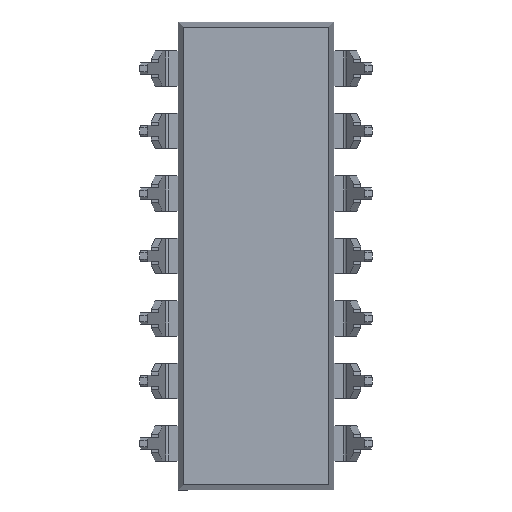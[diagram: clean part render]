
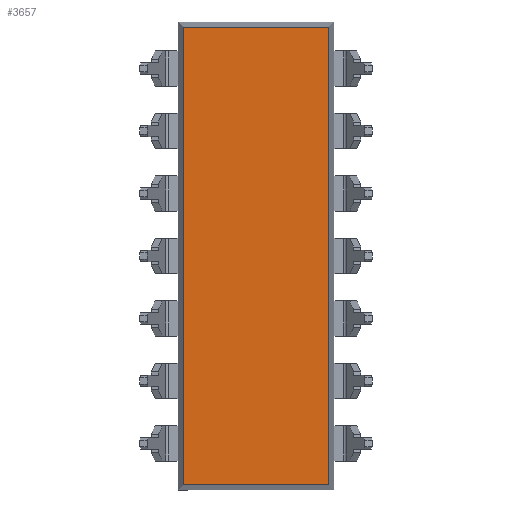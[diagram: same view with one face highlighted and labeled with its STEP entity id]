
A CAD part, front view. The second image highlights one B-rep face of the part: STEP entity #3657.
In plain terms, the highlighted planar face has unit normal (0, -1, 0).
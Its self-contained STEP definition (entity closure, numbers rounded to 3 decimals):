
#622 = DIRECTION ( 'NONE',  ( 1., 0., 0. ) ) ;
#775 = CARTESIAN_POINT ( 'NONE',  ( -2.966, 1., -9.513 ) ) ;
#1159 = DIRECTION ( 'NONE',  ( -1., 0., 0. ) ) ;
#1258 = EDGE_CURVE ( 'NONE', #5506, #8092, #5721, .T. ) ;
#1405 = PLANE ( 'NONE',  #7589 ) ;
#1458 = ORIENTED_EDGE ( 'NONE', *, *, #7406, .F. ) ;
#1537 = EDGE_CURVE ( 'NONE', #2472, #2571, #2987, .T. ) ;
#2069 = EDGE_CURVE ( 'NONE', #2571, #5506, #3378, .T. ) ;
#2130 = CARTESIAN_POINT ( 'NONE',  ( -2.966, 1., -9.308 ) ) ;
#2161 = VECTOR ( 'NONE', #2731, 1000. ) ;
#2367 = ORIENTED_EDGE ( 'NONE', *, *, #2069, .F. ) ;
#2472 = VERTEX_POINT ( 'NONE', #7682 ) ;
#2553 = CARTESIAN_POINT ( 'NONE',  ( -3.17, 1., 9.308 ) ) ;
#2571 = VERTEX_POINT ( 'NONE', #2130 ) ;
#2731 = DIRECTION ( 'NONE',  ( 0., 0., 1. ) ) ;
#2804 = VECTOR ( 'NONE', #4062, 1000. ) ;
#2987 = LINE ( 'NONE', #8255, #5111 ) ;
#3306 = VECTOR ( 'NONE', #622, 1000. ) ;
#3378 = LINE ( 'NONE', #775, #2161 ) ;
#3657 = ADVANCED_FACE ( 'NONE', ( #7436 ), #1405, .T. ) ;
#3702 = ORIENTED_EDGE ( 'NONE', *, *, #1258, .F. ) ;
#4035 = CARTESIAN_POINT ( 'NONE',  ( 2.966, 1., 9.513 ) ) ;
#4062 = DIRECTION ( 'NONE',  ( 0., 0., -1. ) ) ;
#4245 = CARTESIAN_POINT ( 'NONE',  ( 2.966, 1., 9.308 ) ) ;
#5003 = ORIENTED_EDGE ( 'NONE', *, *, #1537, .F. ) ;
#5016 = CARTESIAN_POINT ( 'NONE',  ( -2.966, 1., 9.308 ) ) ;
#5111 = VECTOR ( 'NONE', #1159, 1000. ) ;
#5506 = VERTEX_POINT ( 'NONE', #5016 ) ;
#5721 = LINE ( 'NONE', #2553, #3306 ) ;
#5874 = CARTESIAN_POINT ( 'NONE',  ( 0., 1., 0. ) ) ;
#6521 = EDGE_LOOP ( 'NONE', ( #3702, #2367, #5003, #1458 ) ) ;
#7329 = LINE ( 'NONE', #4035, #2804 ) ;
#7406 = EDGE_CURVE ( 'NONE', #8092, #2472, #7329, .T. ) ;
#7436 = FACE_OUTER_BOUND ( 'NONE', #6521, .T. ) ;
#7589 = AXIS2_PLACEMENT_3D ( 'NONE', #5874, #7876, #7836 ) ;
#7682 = CARTESIAN_POINT ( 'NONE',  ( 2.966, 1., -9.308 ) ) ;
#7836 = DIRECTION ( 'NONE',  ( -1., 0., 0. ) ) ;
#7876 = DIRECTION ( 'NONE',  ( 0., -1., 0. ) ) ;
#8092 = VERTEX_POINT ( 'NONE', #4245 ) ;
#8255 = CARTESIAN_POINT ( 'NONE',  ( 3.17, 1., -9.308 ) ) ;
